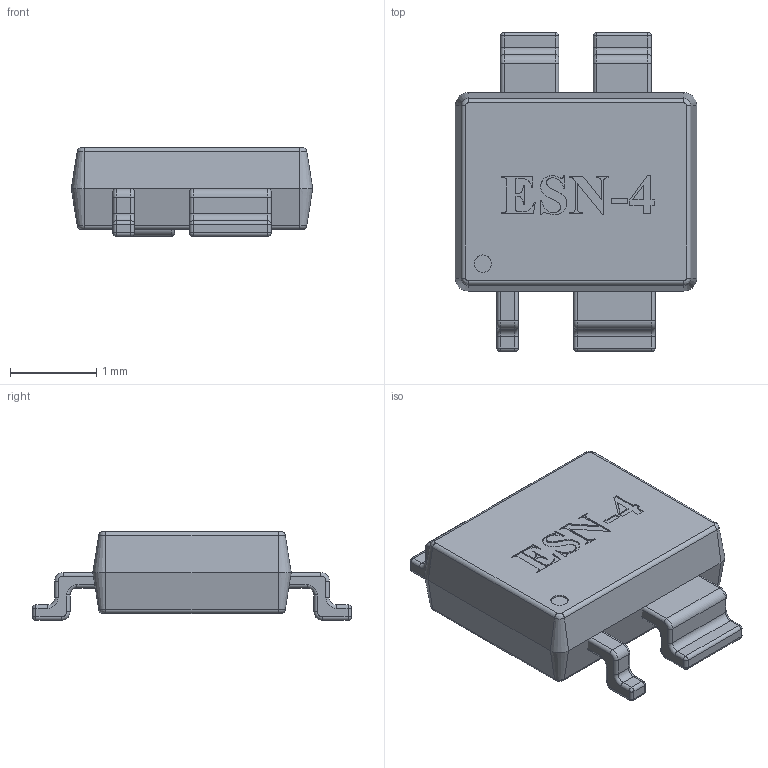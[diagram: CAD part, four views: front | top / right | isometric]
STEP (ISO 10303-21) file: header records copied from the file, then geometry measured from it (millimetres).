
FILE_DESCRIPTION(('FreeCAD Model'),'2;1');
FILE_NAME('Open CASCADE Shape Model','2024-01-18T02:45:30',(''),(''), 'Open CASCADE STEP processor 7.6','FreeCAD','Unknown');
FILE_SCHEMA(('AUTOMOTIVE_DESIGN { 1 0 10303 214 1 1 1 1 }'));
Length unit declared in the file: millimetre
Products named in the file (6): ESN4; Body006; Leg1; Leg2; Leg3; Leg4
Assembly tree (5 placements, depth 2):
  ESN4
    Body006
    Leg1
    Leg2
    Leg3
    Leg4
Bounding box: 2.8 x 3.7 x 1.03 mm (x, y, z)
Volume: 6.5 mm3; surface area: 31.2 mm2
Topology: 5 solids, 5 shells, 341 faces, 836 edges, 496 vertices
Faces by surface type: plane 117, cylinder 97, extrusion 63, torus 32, sphere 16, cone 8, revolution 8
Full cylindrical faces by diameter (mm): 0.2 x1
Entity records: 10195 total; most frequent: CARTESIAN_POINT 2270, ORIENTED_EDGE 1640, DIRECTION 1531, EDGE_CURVE 820, VECTOR 511, AXIS2_PLACEMENT_3D 506, VERTEX_POINT 496, LINE 448
